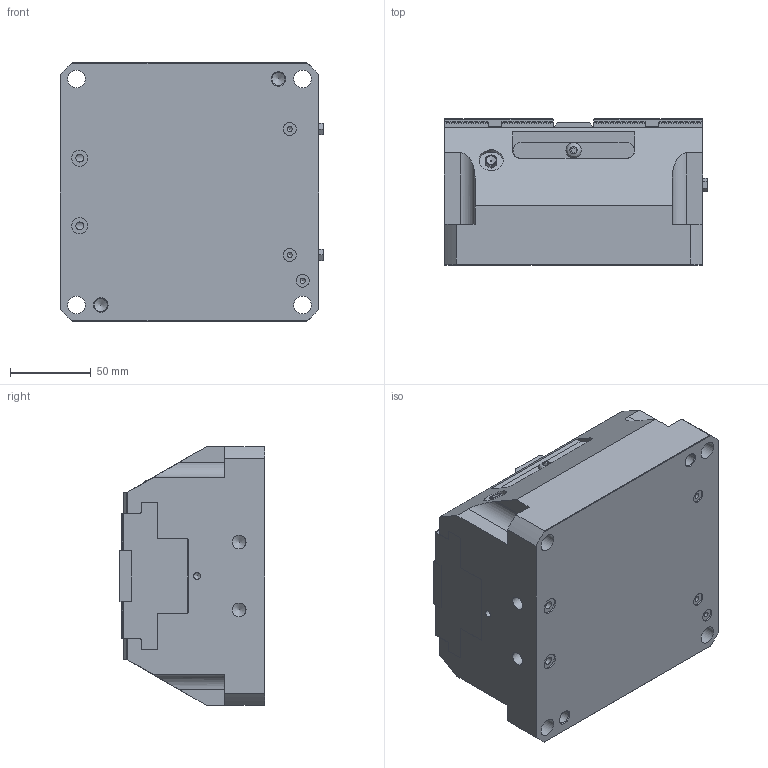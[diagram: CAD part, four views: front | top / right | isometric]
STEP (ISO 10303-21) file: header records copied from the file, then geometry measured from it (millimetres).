
FILE_DESCRIPTION(/* description */ (''),/* implementation_level */ '2;1');
FILE_NAME(/* name */ 'CFB 160 C1 ID D.stp',/* time_stamp */ '2020-07-07T17:06:20+02:00',/* author */ ('Emilio'),/* organization */ (''),/* preprocessor_version */ 'ST-DEVELOPER v17.2',/* originating_system */ 'Autodesk Inventor 2019',/* authorisation */ '');
FILE_SCHEMA (('AUTOMOTIVE_DESIGN { 1 0 10303 214 3 1 1 }'));
Length unit declared in the file: millimetre
Products named in the file (8): CFB 160 C1 ID D; Corpo; Griffa C1-D; Coperchio; ISO 2338 - 5 h8 x 10 - B(3); DIN 7991 - M4x8; Mascherina-NO SENS; VTB M5
Assembly tree (10 placements, depth 2):
  CFB 160 C1 ID D
    Corpo
    Griffa C1-D  x2
    Coperchio
    ISO 2338 - 5 h8 x 10 - B(3)  x2
    DIN 7991 - M4x8  x2
    Mascherina-NO SENS
    VTB M5
Bounding box: 163 x 90.3 x 160 mm (x, y, z)
Volume: 1893799.7 mm3; surface area: 186636 mm2
Topology: 10 solids, 12 shells, 1352 faces, 3998 edges, 2668 vertices
Faces by surface type: plane 1151, cylinder 111, cone 83, sphere 4, torus 2, bspline 1
Full cylindrical faces by diameter (mm): 3.242 x3, 3.3 x5, 4 x4, 4.134 x1, 4.2 x3, 4.917 x2, 5 x7, 5.2 x1, 6.647 x24, 8 x7, 8.566 x2, 9.5 x1, 10 x2, 11 x4, 15 x2
Entity records: 26859 total; most frequent: CARTESIAN_POINT 4909, ORIENTED_EDGE 4596, DIRECTION 4463, EDGE_CURVE 2298, LINE 1643, VECTOR 1643, VERTEX_POINT 1557, AXIS2_PLACEMENT_3D 1410
